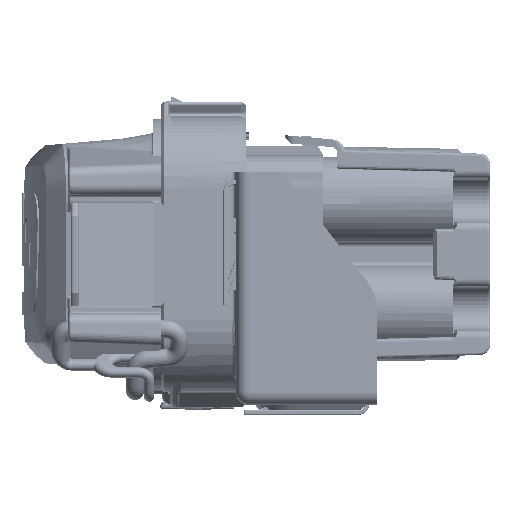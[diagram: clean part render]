
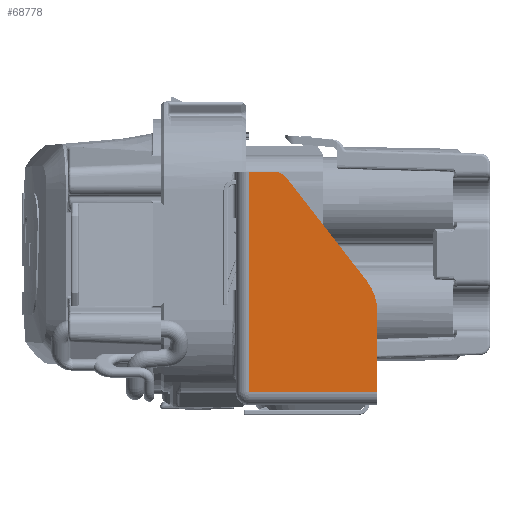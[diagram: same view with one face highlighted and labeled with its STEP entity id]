
A CAD part, left-side view. The second image highlights one B-rep face of the part: STEP entity #68778.
In plain terms, the highlighted planar face has unit normal (-1, 0, 0).
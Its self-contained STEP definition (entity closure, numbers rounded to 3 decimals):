
#18831=DIRECTION('',(0.,0.,1.));
#18832=VECTOR('',#18831,15.5);
#18833=CARTESIAN_POINT('',(-81.5,-36.,-26.75));
#18834=LINE('',#18833,#18832);
#18887=DIRECTION('',(0.,0.,1.));
#18888=VECTOR('',#18887,42.75);
#18889=CARTESIAN_POINT('',(-81.5,-11.,-26.75));
#18890=LINE('',#18889,#18888);
#18891=CARTESIAN_POINT('',(-81.5,-16.,13.));
#18892=DIRECTION('',(1.,0.,0.));
#18893=DIRECTION('',(0.,0.,1.));
#18894=AXIS2_PLACEMENT_3D('',#18891,#18892,#18893);
#18896=DIRECTION('',(0.,-0.614,-0.789));
#18897=VECTOR('',#18896,25.28);
#18898=CARTESIAN_POINT('',(-81.5,-18.368,14.842));
#18899=LINE('',#18898,#18897);
#18900=CARTESIAN_POINT('',(-81.5,-26.,-11.25));
#18901=DIRECTION('',(1.,0.,0.));
#18902=DIRECTION('',(0.,-0.789,0.614));
#18903=AXIS2_PLACEMENT_3D('',#18900,#18901,#18902);
#18905=DIRECTION('',(0.,-1.,0.));
#18906=VECTOR('',#18905,25.);
#18907=CARTESIAN_POINT('',(-81.5,-11.,-26.75));
#18908=LINE('',#18907,#18906);
#18914=DIRECTION('',(0.,1.,0.));
#18915=VECTOR('',#18914,5.);
#18916=CARTESIAN_POINT('',(-81.5,-16.,16.));
#18917=LINE('',#18916,#18915);
#36186=CARTESIAN_POINT('',(-81.5,-18.368,14.842));
#36187=CARTESIAN_POINT('',(-81.5,-33.892,-5.109));
#36188=VERTEX_POINT('',#36186);
#36189=VERTEX_POINT('',#36187);
#36190=CARTESIAN_POINT('',(-81.5,-16.,16.));
#36191=VERTEX_POINT('',#36190);
#36192=CARTESIAN_POINT('',(-81.5,-36.,-11.25));
#36193=VERTEX_POINT('',#36192);
#36202=CARTESIAN_POINT('',(-81.5,-36.,-26.75));
#36204=VERTEX_POINT('',#36202);
#36209=CARTESIAN_POINT('',(-81.5,-11.,16.));
#36211=VERTEX_POINT('',#36209);
#36212=CARTESIAN_POINT('',(-81.5,-11.,-26.75));
#36213=VERTEX_POINT('',#36212);
#68759=CARTESIAN_POINT('',(-81.5,-36.,-29.25));
#68760=DIRECTION('',(1.,0.,0.));
#68761=DIRECTION('',(0.,0.,1.));
#68762=AXIS2_PLACEMENT_3D('',#68759,#68760,#68761);
#68763=PLANE('',#68762);
#68765=ORIENTED_EDGE('',*,*,#68764,.T.);
#68767=ORIENTED_EDGE('',*,*,#68766,.F.);
#68769=ORIENTED_EDGE('',*,*,#68768,.T.);
#68771=ORIENTED_EDGE('',*,*,#68770,.T.);
#68773=ORIENTED_EDGE('',*,*,#68772,.T.);
#68774=ORIENTED_EDGE('',*,*,#68622,.F.);
#68775=ORIENTED_EDGE('',*,*,#68751,.F.);
#68776=EDGE_LOOP('',(#68765,#68767,#68769,#68771,#68773,#68774,#68775));
#68777=FACE_OUTER_BOUND('',#68776,.F.);
#68778=ADVANCED_FACE('',(#68777),#68763,.F.);
#18895=CIRCLE('',#18894,3.);
#18904=CIRCLE('',#18903,10.);
#68622=EDGE_CURVE('',#36204,#36193,#18834,.T.);
#68751=EDGE_CURVE('',#36213,#36204,#18908,.T.);
#68764=EDGE_CURVE('',#36213,#36211,#18890,.T.);
#68766=EDGE_CURVE('',#36191,#36211,#18917,.T.);
#68768=EDGE_CURVE('',#36191,#36188,#18895,.T.);
#68770=EDGE_CURVE('',#36188,#36189,#18899,.T.);
#68772=EDGE_CURVE('',#36189,#36193,#18904,.T.);
